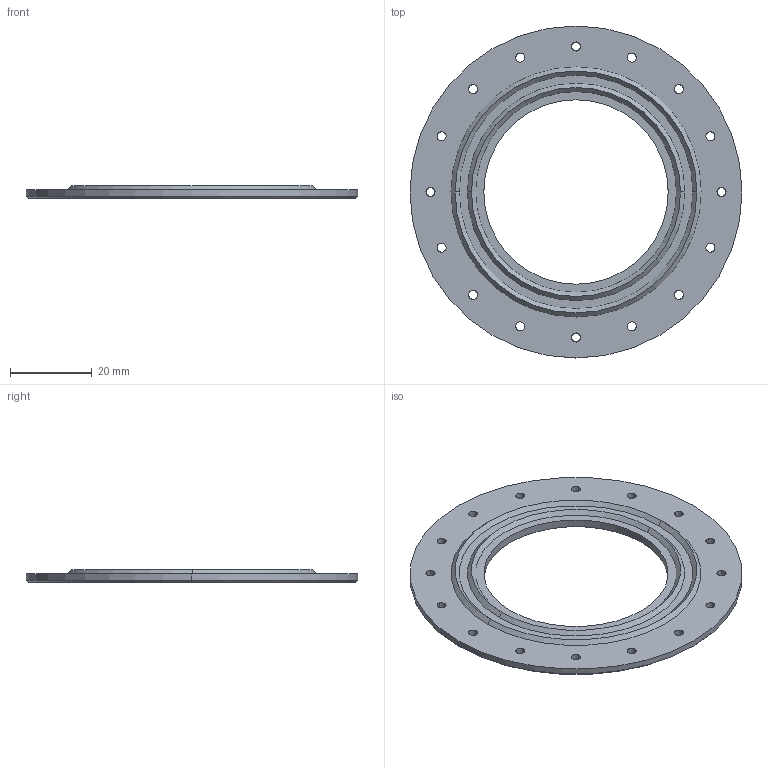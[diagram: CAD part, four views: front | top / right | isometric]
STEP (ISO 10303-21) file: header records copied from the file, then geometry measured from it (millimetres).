
FILE_DESCRIPTION(('CATIA V5 STEP Exchange','CAx-IF Rec.Pracs.--- Model Styling and Organization---1.4--- 2014-01-23','CAx-IF Rec.Pracs.---3D Tessellated Data Validation Properties---0.5---2014-09-14'),'2;1');
FILE_NAME('ya huan.stp','2023-03-27T09:17:43+00:00',('none'),('none'),'CATIA Version 5-6 Release 2018','CATIA V5 STEP AP242','none');
FILE_SCHEMA(('AP242_MANAGED_MODEL_BASED_3D_ENGINEERING_MIM_LF {1 0 10303 442 1 1 4}'));
Length unit declared in the file: millimetre
Products named in the file (1): ya huan
Bounding box: 81 x 81 x 3 mm (x, y, z)
Volume: 7317.4 mm3; surface area: 8227.8 mm2
Topology: 1 solids, 1 shells, 50 faces, 132 edges, 86 vertices
Faces by surface type: cylinder 36, cone 10, plane 4
Entity records: 1497 total; most frequent: ORIENTED_EDGE 264, CARTESIAN_POINT 249, DIRECTION 192, EDGE_CURVE 132, AXIS2_PLACEMENT_3D 117, CIRCLE 86, EDGE_LOOP 86, VERTEX_POINT 86
